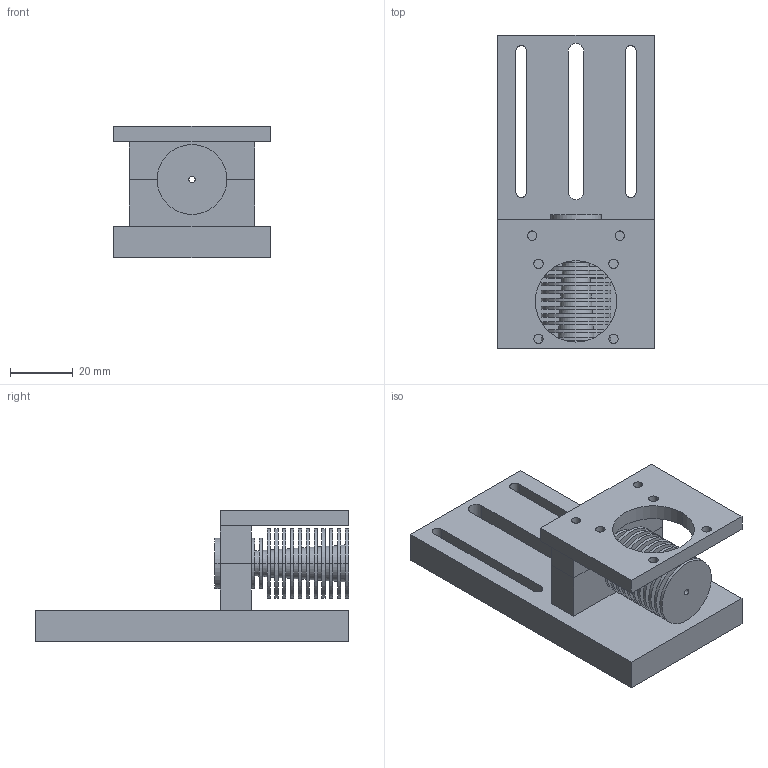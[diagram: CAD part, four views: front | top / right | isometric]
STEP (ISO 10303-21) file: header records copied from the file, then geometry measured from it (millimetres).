
FILE_DESCRIPTION (( 'STEP AP203' ), '1' );
FILE_NAME ('Hot_End_Assem_Default_sldprt.STEP', '2022-10-21T07:39:04', ( 'Windows User' ), ( '' ), 'SwSTEP 2.0', 'SolidWorks 2022', '' );
FILE_SCHEMA (( 'CONFIG_CONTROL_DESIGN' ));
Length unit declared in the file: millimetre
Products named in the file (1): Hot_End_Assem_Default_sldprt
Bounding box: 50 x 100 x 42 mm (x, y, z)
Volume: 68076.3 mm3; surface area: 32689.5 mm2
Topology: 3 solids, 3 shells, 168 faces, 391 edges, 260 vertices
Faces by surface type: plane 73, cylinder 69, cone 26
Entity records: 4992 total; most frequent: DIRECTION 917, CARTESIAN_POINT 820, ORIENTED_EDGE 782, EDGE_CURVE 391, AXIS2_PLACEMENT_3D 357, VERTEX_POINT 260, EDGE_LOOP 225, VECTOR 203
